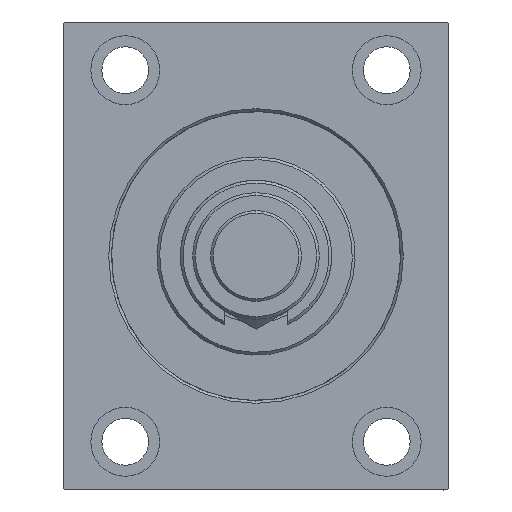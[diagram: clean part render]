
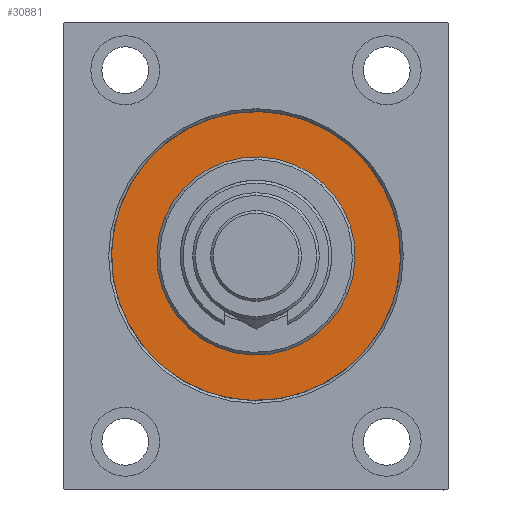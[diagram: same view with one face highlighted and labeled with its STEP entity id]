
A CAD part, left-side view. The second image highlights one B-rep face of the part: STEP entity #30881.
In plain terms, the highlighted face is planar.
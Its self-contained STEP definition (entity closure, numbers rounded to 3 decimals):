
#763 = DIRECTION ( 'NONE',  ( 1., 0., 0. ) ) ;
#2151 = AXIS2_PLACEMENT_3D ( 'NONE', #45084, #763, #44614 ) ;
#2781 = DIRECTION ( 'NONE',  ( 0., 0., 1. ) ) ;
#3336 = DIRECTION ( 'NONE',  ( -1., 0., 0. ) ) ;
#4754 = CARTESIAN_POINT ( 'NONE',  ( 0., 0., 52.5 ) ) ;
#6365 = FACE_OUTER_BOUND ( 'NONE', #21083, .T. ) ;
#6703 = AXIS2_PLACEMENT_3D ( 'NONE', #20041, #20524, #34684 ) ;
#6816 = CARTESIAN_POINT ( 'NONE',  ( 0., 0., 36. ) ) ;
#7055 = ORIENTED_EDGE ( 'NONE', *, *, #19008, .F. ) ;
#7634 = AXIS2_PLACEMENT_3D ( 'NONE', #32834, #43832, #26113 ) ;
#8964 = VERTEX_POINT ( 'NONE', #15201 ) ;
#15201 = CARTESIAN_POINT ( 'NONE',  ( 0., 0., -52.5 ) ) ;
#16913 = ORIENTED_EDGE ( 'NONE', *, *, #23730, .F. ) ;
#19008 = EDGE_CURVE ( 'NONE', #43560, #8964, #25105, .T. ) ;
#20041 = CARTESIAN_POINT ( 'NONE',  ( 0., 0., 0. ) ) ;
#20297 = EDGE_CURVE ( 'NONE', #35618, #23886, #35091, .T. ) ;
#20524 = DIRECTION ( 'NONE',  ( -1., 0., 0. ) ) ;
#20832 = CARTESIAN_POINT ( 'NONE',  ( 0., 0., 0. ) ) ;
#21083 = EDGE_LOOP ( 'NONE', ( #31780, #7055 ) ) ;
#23730 = EDGE_CURVE ( 'NONE', #23886, #35618, #35188, .T. ) ;
#23886 = VERTEX_POINT ( 'NONE', #42357 ) ;
#24227 = CIRCLE ( 'NONE', #34168, 52.5 ) ;
#25105 = CIRCLE ( 'NONE', #6703, 52.5 ) ;
#26113 = DIRECTION ( 'NONE',  ( 0., 0., -1. ) ) ;
#30881 = ADVANCED_FACE ( 'NONE', ( #32047, #6365 ), #45708, .F. ) ;
#31780 = ORIENTED_EDGE ( 'NONE', *, *, #42625, .F. ) ;
#32047 = FACE_BOUND ( 'NONE', #42621, .T. ) ;
#32834 = CARTESIAN_POINT ( 'NONE',  ( 0., 0., 0. ) ) ;
#34168 = AXIS2_PLACEMENT_3D ( 'NONE', #20832, #3336, #36189 ) ;
#34684 = DIRECTION ( 'NONE',  ( 0., 0., 1. ) ) ;
#35091 = CIRCLE ( 'NONE', #2151, 36. ) ;
#35188 = CIRCLE ( 'NONE', #7634, 36. ) ;
#35618 = VERTEX_POINT ( 'NONE', #6816 ) ;
#35633 = CARTESIAN_POINT ( 'NONE',  ( 0., 0., 0. ) ) ;
#36189 = DIRECTION ( 'NONE',  ( 0., 0., 1. ) ) ;
#39000 = DIRECTION ( 'NONE',  ( -1., 0., 0. ) ) ;
#39293 = AXIS2_PLACEMENT_3D ( 'NONE', #35633, #39000, #2781 ) ;
#42357 = CARTESIAN_POINT ( 'NONE',  ( 0., 0., -36. ) ) ;
#42621 = EDGE_LOOP ( 'NONE', ( #42738, #16913 ) ) ;
#42625 = EDGE_CURVE ( 'NONE', #8964, #43560, #24227, .T. ) ;
#42738 = ORIENTED_EDGE ( 'NONE', *, *, #20297, .F. ) ;
#43560 = VERTEX_POINT ( 'NONE', #4754 ) ;
#43832 = DIRECTION ( 'NONE',  ( 1., 0., 0. ) ) ;
#44614 = DIRECTION ( 'NONE',  ( 0., 0., -1. ) ) ;
#45084 = CARTESIAN_POINT ( 'NONE',  ( 0., 0., 0. ) ) ;
#45708 = PLANE ( 'NONE',  #39293 ) ;
